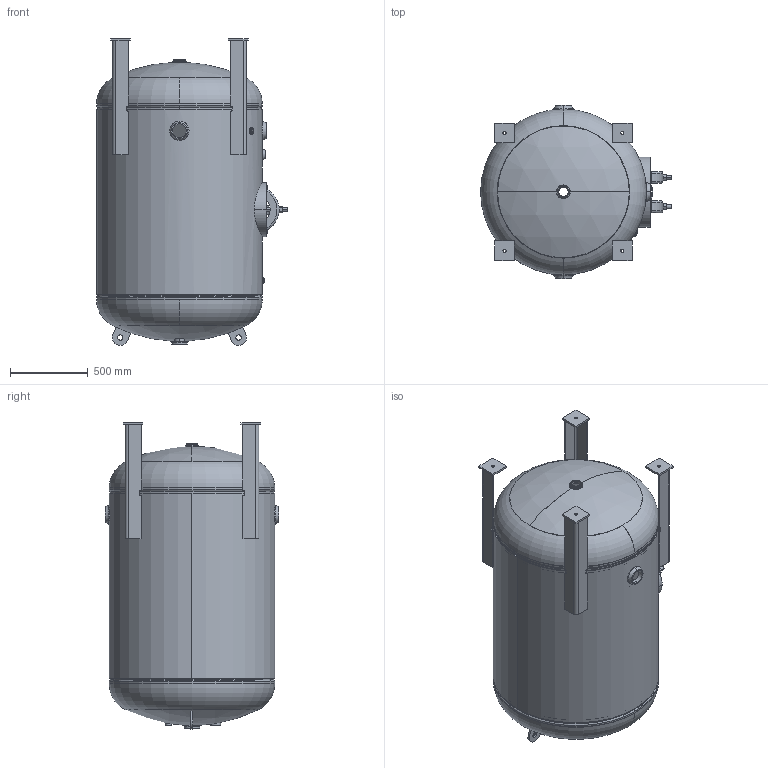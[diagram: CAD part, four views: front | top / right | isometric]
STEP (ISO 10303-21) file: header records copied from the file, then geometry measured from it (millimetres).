
FILE_DESCRIPTION (( 'STEP AP203' ), '1' );
FILE_NAME ('302518.STEP', '2012-03-05T16:32:48', ( '' ), ( '' ), 'SwSTEP 2.0', 'SolidWorks 2011', '' );
FILE_SCHEMA (( 'CONFIG_CONTROL_DESIGN' ));
Length unit declared in the file: inch
Products named in the file (1): 302518
Bounding box: 1228.63 x 1117.85 x 1976.48 mm (x, y, z)
Surface area: 14681096.3 mm2 (no closed solid volume)
Topology: 0 solids, 44 shells, 379 faces, 1090 edges, 748 vertices
Faces by surface type: plane 169, cylinder 116, torus 70, bspline 18, sphere 6
Full cylindrical faces by diameter (mm): 1054.1 x1, 1066.8 x1
Entity records: 18772 total; most frequent: CARTESIAN_POINT 8882, DIRECTION 2109, ORIENTED_EDGE 1824, EDGE_CURVE 1090, AXIS2_PLACEMENT_3D 804, VERTEX_POINT 748, LINE 501, VECTOR 501
